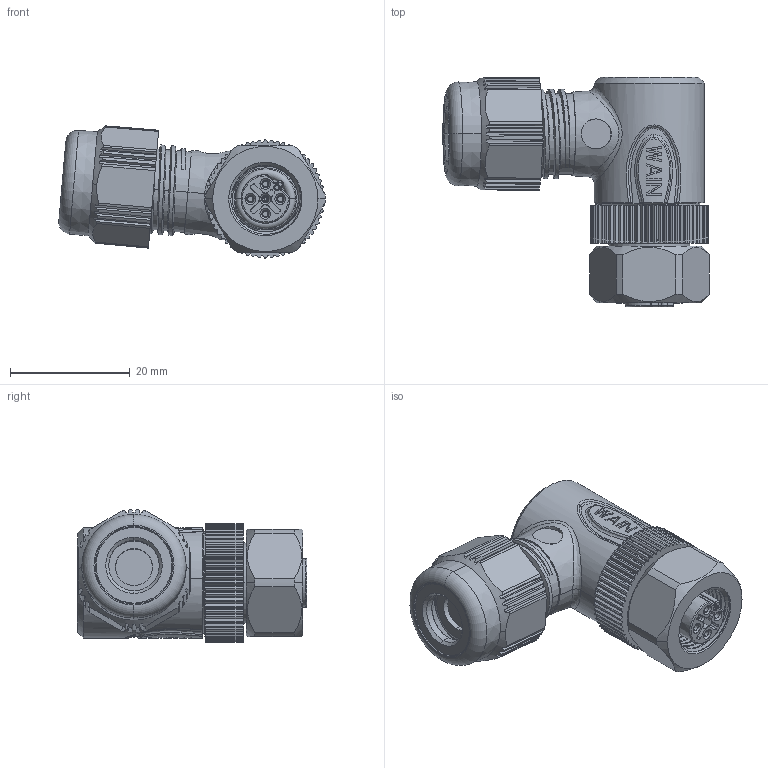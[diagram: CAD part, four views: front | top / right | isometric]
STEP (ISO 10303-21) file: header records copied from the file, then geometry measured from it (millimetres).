
FILE_DESCRIPTION((''),'2;1');
FILE_NAME('PRT0001','2021-01-05T',('zh.su'),(''),'PRO/ENGINEER BY PARAMETRIC TECHNOLOGY CORPORATION, 2012480','PRO/ENGINEER BY PARAMETRIC TECHNOLOGY CORPORATION, 2012480','');
FILE_SCHEMA(('CONFIG_CONTROL_DESIGN'));
Length unit declared in the file: millimetre
Products named in the file (1): PRT0001
Bounding box: 44.52 x 38.4 x 22.12 mm (x, y, z)
Volume: 15084.7 mm3; surface area: 6883 mm2
Topology: 1 solids, 1 shells, 799 faces, 2300 edges, 1542 vertices
Faces by surface type: plane 351, cylinder 242, cone 126, bspline 44, torus 29, extrusion 5, sphere 2
Entity records: 34978 total; most frequent: CARTESIAN_POINT 14508, ORIENTED_EDGE 4596, DIRECTION 3946, EDGE_CURVE 2298, VERTEX_POINT 1542, AXIS2_PLACEMENT_3D 1473, VECTOR 1000, LINE 995
